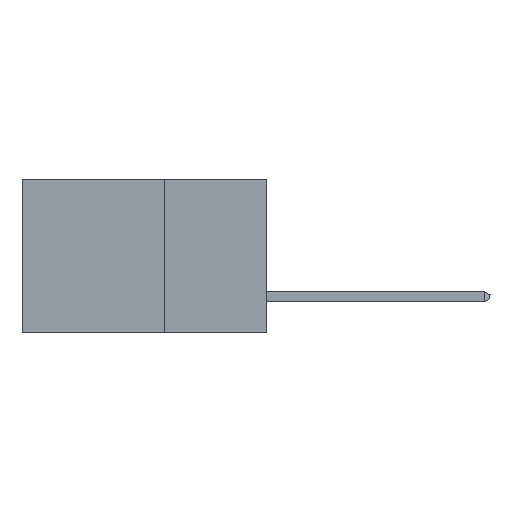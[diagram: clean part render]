
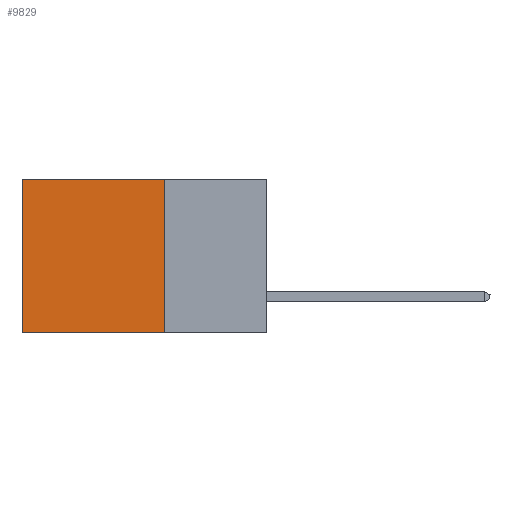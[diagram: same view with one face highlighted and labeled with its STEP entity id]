
A CAD part, left-side view. The second image highlights one B-rep face of the part: STEP entity #9829.
In plain terms, the highlighted planar face has unit normal (-1, 0, 0).
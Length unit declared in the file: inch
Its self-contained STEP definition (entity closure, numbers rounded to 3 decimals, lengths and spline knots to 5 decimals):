
#196 = CARTESIAN_POINT ( 'NONE',  ( 0.2875, 0.6, -0.375 ) ) ;
#819 = ORIENTED_EDGE ( 'NONE', *, *, #1691, .F. ) ;
#995 = VERTEX_POINT ( 'NONE', #7110 ) ;
#1064 = PLANE ( 'NONE',  #6784 ) ;
#1691 = EDGE_CURVE ( 'NONE', #11469, #7770, #7006, .T. ) ;
#1694 = LINE ( 'NONE', #1824, #10454 ) ;
#1824 = CARTESIAN_POINT ( 'NONE',  ( 0.2875, 0.25, 0. ) ) ;
#1939 = LINE ( 'NONE', #5923, #4173 ) ;
#2588 = VECTOR ( 'NONE', #11475, 39.37008 ) ;
#3804 = ORIENTED_EDGE ( 'NONE', *, *, #5622, .T. ) ;
#3870 = FACE_OUTER_BOUND ( 'NONE', #9724, .T. ) ;
#4173 = VECTOR ( 'NONE', #8931, 39.37008 ) ;
#4851 = CARTESIAN_POINT ( 'NONE',  ( 0.2875, 0.25, -0.375 ) ) ;
#5100 = EDGE_CURVE ( 'NONE', #7770, #995, #1939, .T. ) ;
#5622 = EDGE_CURVE ( 'NONE', #11469, #8837, #1694, .T. ) ;
#5871 = ORIENTED_EDGE ( 'NONE', *, *, #11242, .T. ) ;
#5923 = CARTESIAN_POINT ( 'NONE',  ( 0.2875, 0.25, -0.375 ) ) ;
#6029 = DIRECTION ( 'NONE',  ( 0., 0., -1. ) ) ;
#6784 = AXIS2_PLACEMENT_3D ( 'NONE', #13133, #11202, #6979 ) ;
#6979 = DIRECTION ( 'NONE',  ( 0., 0., -1. ) ) ;
#7006 = LINE ( 'NONE', #12957, #11440 ) ;
#7110 = CARTESIAN_POINT ( 'NONE',  ( 0.2875, 0.6, -0.375 ) ) ;
#7396 = LINE ( 'NONE', #196, #2588 ) ;
#7770 = VERTEX_POINT ( 'NONE', #4851 ) ;
#8528 = CARTESIAN_POINT ( 'NONE',  ( 0.2875, 0.6, 0. ) ) ;
#8657 = CARTESIAN_POINT ( 'NONE',  ( 0.2875, 0.25, 0. ) ) ;
#8823 = DIRECTION ( 'NONE',  ( 0., 1., 0. ) ) ;
#8837 = VERTEX_POINT ( 'NONE', #8528 ) ;
#8931 = DIRECTION ( 'NONE',  ( 0., 1., 0. ) ) ;
#9724 = EDGE_LOOP ( 'NONE', ( #5871, #12818, #819, #3804 ) ) ;
#9829 = ADVANCED_FACE ( 'NONE', ( #3870 ), #1064, .F. ) ;
#10454 = VECTOR ( 'NONE', #8823, 39.37008 ) ;
#11202 = DIRECTION ( 'NONE',  ( 1., 0., 0. ) ) ;
#11242 = EDGE_CURVE ( 'NONE', #8837, #995, #7396, .T. ) ;
#11440 = VECTOR ( 'NONE', #6029, 39.37008 ) ;
#11469 = VERTEX_POINT ( 'NONE', #8657 ) ;
#11475 = DIRECTION ( 'NONE',  ( 0., 0., -1. ) ) ;
#12818 = ORIENTED_EDGE ( 'NONE', *, *, #5100, .F. ) ;
#12957 = CARTESIAN_POINT ( 'NONE',  ( 0.2875, 0.25, -0.375 ) ) ;
#13133 = CARTESIAN_POINT ( 'NONE',  ( 0.2875, 0.25, -0.375 ) ) ;
